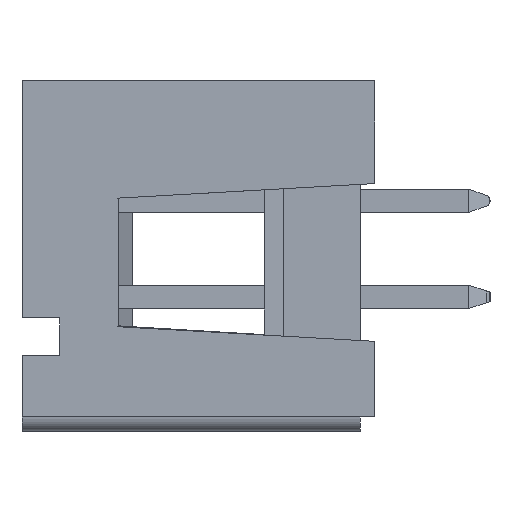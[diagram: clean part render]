
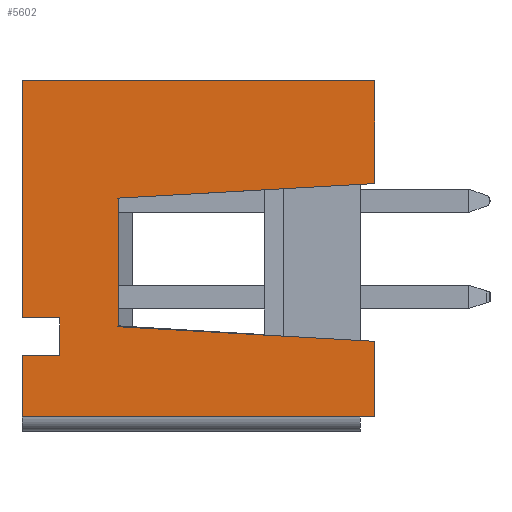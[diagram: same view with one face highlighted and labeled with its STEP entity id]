
A CAD part, left-side view. The second image highlights one B-rep face of the part: STEP entity #5602.
In plain terms, the highlighted planar face has unit normal (-1, 0, 0).
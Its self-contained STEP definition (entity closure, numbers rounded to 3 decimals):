
#34=DIRECTION('',(0.,-1.,0.));
#35=VECTOR('',#34,9.32);
#36=CARTESIAN_POINT('',(2.54,9.32,0.));
#37=LINE('28',#36,#35);
#328=DIRECTION('',(0.,-1.,0.));
#329=VECTOR('',#328,9.32);
#330=CARTESIAN_POINT('',(2.54,9.32,8.89));
#331=LINE('37',#330,#329);
#2081=DIRECTION('',(0.,0.998,-0.057));
#2082=VECTOR('',#2081,6.781);
#2083=CARTESIAN_POINT('',(2.54,0.,6.17));
#2084=LINE('402',#2083,#2082);
#2085=DIRECTION('',(0.,0.,-1.));
#2086=VECTOR('',#2085,3.4);
#2087=CARTESIAN_POINT('',(2.54,6.77,5.785));
#2088=LINE('403',#2087,#2086);
#2089=DIRECTION('',(0.,-0.998,-0.057));
#2090=VECTOR('',#2089,6.781);
#2091=CARTESIAN_POINT('',(2.54,6.77,2.385));
#2092=LINE('404',#2091,#2090);
#2093=DIRECTION('',(0.,0.,1.));
#2094=VECTOR('',#2093,1.62);
#2095=CARTESIAN_POINT('',(2.54,9.32,0.));
#2096=LINE('239',#2095,#2094);
#2097=DIRECTION('',(0.,-1.,0.));
#2098=VECTOR('',#2097,1.);
#2099=CARTESIAN_POINT('',(2.54,9.32,1.62));
#2100=LINE('223',#2099,#2098);
#2101=DIRECTION('',(0.,0.,1.));
#2102=VECTOR('',#2101,1.);
#2103=CARTESIAN_POINT('',(2.54,8.32,1.62));
#2104=LINE('224',#2103,#2102);
#2105=DIRECTION('',(0.,-1.,0.));
#2106=VECTOR('',#2105,1.);
#2107=CARTESIAN_POINT('',(2.54,9.32,2.62));
#2108=LINE('225',#2107,#2106);
#2109=DIRECTION('',(0.,0.,1.));
#2110=VECTOR('',#2109,6.27);
#2111=CARTESIAN_POINT('',(2.54,9.32,2.62));
#2112=LINE('240',#2111,#2110);
#2345=DIRECTION('',(0.,0.,1.));
#2346=VECTOR('',#2345,2.72);
#2347=CARTESIAN_POINT('',(2.54,0.,6.17));
#2348=LINE('300',#2347,#2346);
#2353=DIRECTION('',(0.,0.,1.));
#2354=VECTOR('',#2353,2.);
#2355=CARTESIAN_POINT('',(2.54,0.,0.));
#2356=LINE('299',#2355,#2354);
#2501=CARTESIAN_POINT('',(2.54,9.32,0.));
#2502=CARTESIAN_POINT('',(2.54,0.,0.));
#2503=VERTEX_POINT('',#2501);
#2504=VERTEX_POINT('',#2502);
#2517=CARTESIAN_POINT('',(2.54,9.32,8.89));
#2518=CARTESIAN_POINT('',(2.54,0.,8.89));
#2519=VERTEX_POINT('',#2517);
#2520=VERTEX_POINT('',#2518);
#2609=CARTESIAN_POINT('',(2.54,9.32,1.62));
#2610=CARTESIAN_POINT('',(2.54,8.32,1.62));
#2611=VERTEX_POINT('',#2609);
#2612=VERTEX_POINT('',#2610);
#2613=CARTESIAN_POINT('',(2.54,8.32,2.62));
#2614=VERTEX_POINT('',#2613);
#2615=CARTESIAN_POINT('',(2.54,9.32,2.62));
#2616=VERTEX_POINT('',#2615);
#2641=CARTESIAN_POINT('',(2.54,0.,6.17));
#2643=VERTEX_POINT('',#2641);
#2645=CARTESIAN_POINT('',(2.54,0.,2.));
#2647=VERTEX_POINT('',#2645);
#2661=CARTESIAN_POINT('',(2.54,6.77,5.785));
#2662=VERTEX_POINT('',#2661);
#2663=CARTESIAN_POINT('',(2.54,6.77,2.385));
#2664=VERTEX_POINT('',#2663);
#5576=CARTESIAN_POINT('',(2.54,9.32,0.));
#5577=DIRECTION('',(-1.,0.,0.));
#5578=DIRECTION('',(0.,-1.,0.));
#5579=AXIS2_PLACEMENT_3D('',#5576,#5577,#5578);
#5580=PLANE('45',#5579);
#5581=ORIENTED_EDGE('402',*,*,#5560,.T.);
#5583=ORIENTED_EDGE('403',*,*,#5582,.T.);
#5585=ORIENTED_EDGE('404',*,*,#5584,.T.);
#5587=ORIENTED_EDGE('299',*,*,#5586,.F.);
#5588=ORIENTED_EDGE('28',*,*,#3184,.F.);
#5589=ORIENTED_EDGE('239',*,*,#3313,.T.);
#5591=ORIENTED_EDGE('223',*,*,#5590,.T.);
#5593=ORIENTED_EDGE('224',*,*,#5592,.T.);
#5595=ORIENTED_EDGE('225',*,*,#5594,.F.);
#5596=ORIENTED_EDGE('240',*,*,#3335,.T.);
#5597=ORIENTED_EDGE('37',*,*,#3462,.T.);
#5599=ORIENTED_EDGE('300',*,*,#5598,.F.);
#5600=EDGE_LOOP('45',(#5581,#5583,#5585,#5587,#5588,#5589,#5591,#5593,#5595,
#5596,#5597,#5599));
#5601=FACE_OUTER_BOUND('45',#5600,.F.);
#5602=ADVANCED_FACE('45',(#5601),#5580,.T.);
#3184=EDGE_CURVE('28',#2503,#2504,#37,.T.);
#3313=EDGE_CURVE('239',#2503,#2611,#2096,.T.);
#3335=EDGE_CURVE('240',#2616,#2519,#2112,.T.);
#3462=EDGE_CURVE('37',#2519,#2520,#331,.T.);
#5560=EDGE_CURVE('402',#2643,#2662,#2084,.T.);
#5582=EDGE_CURVE('403',#2662,#2664,#2088,.T.);
#5584=EDGE_CURVE('404',#2664,#2647,#2092,.T.);
#5586=EDGE_CURVE('299',#2504,#2647,#2356,.T.);
#5590=EDGE_CURVE('223',#2611,#2612,#2100,.T.);
#5592=EDGE_CURVE('224',#2612,#2614,#2104,.T.);
#5594=EDGE_CURVE('225',#2616,#2614,#2108,.T.);
#5598=EDGE_CURVE('300',#2643,#2520,#2348,.T.);
